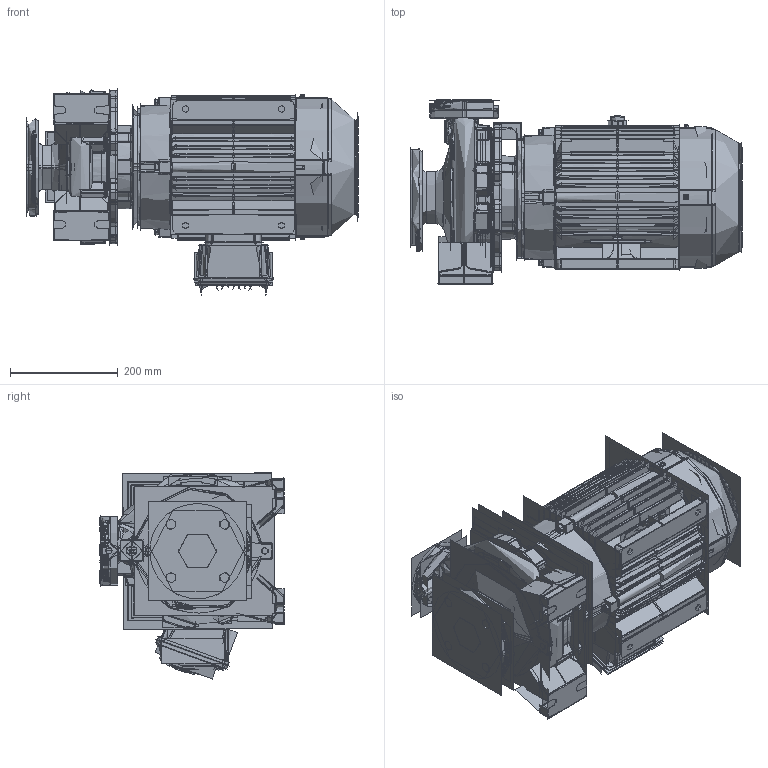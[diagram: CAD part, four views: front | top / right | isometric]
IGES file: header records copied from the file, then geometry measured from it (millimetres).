
Start section:  PTC IGES file: 87233480-00_dimensional.igs
Global section: file name: 87233480-00_dimensional.igs; native system: Creo Parametric by PTC Inc.; preprocessor: 2019224; author: pand01; organization: Unknown; date: 20201104.090442; units: millimetre
Bounding box: 615.5 x 343.85 x 382.23 mm (x, y, z)
Volume: 43227570.4 mm3; surface area: 16940550 mm2
Topology: 9 solids, 26 shells, 12680 faces, 74969 edges, 102261 vertices
Faces by surface type: bspline 10244, revolution 2436
